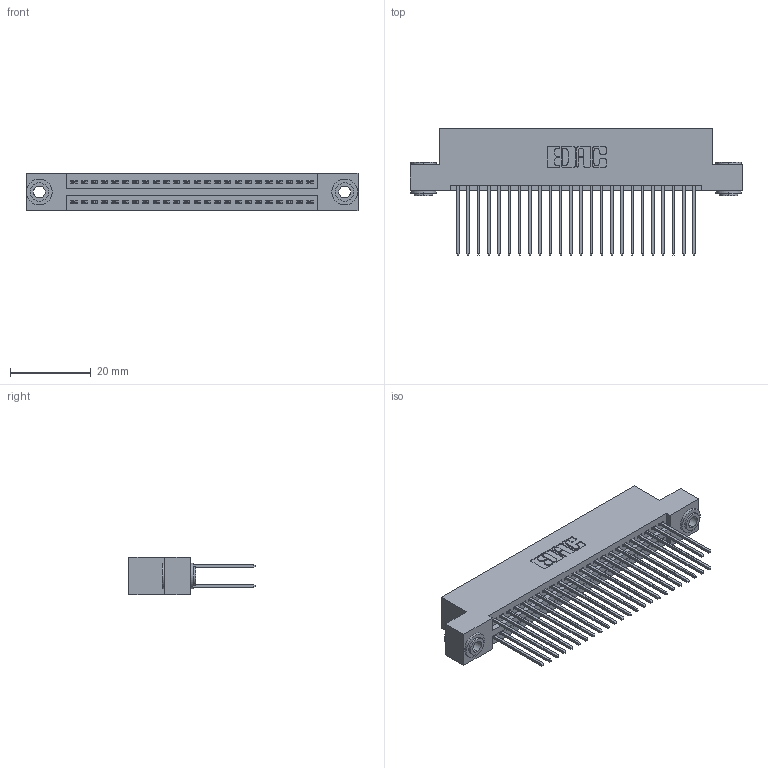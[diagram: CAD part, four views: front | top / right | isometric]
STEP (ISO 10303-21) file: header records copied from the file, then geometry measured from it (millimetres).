
FILE_DESCRIPTION (( 'STEP AP203' ), '1' );
FILE_NAME ('345-048-542-203.STEP', '2018-09-12T00:16:57', ( '' ), ( '' ), 'SwSTEP 2.0', 'SolidWorks 2016', '' );
FILE_SCHEMA (( 'CONFIG_CONTROL_DESIGN' ));
Length unit declared in the file: inch
Products named in the file (4): 345 Part_Flush Mounting Lugs - 0.156 Dia-TH; 345-292-001_345-293-142; 345-250-002_345-250-002-102; 345-048-542-203
Assembly tree (51 placements, depth 2):
  345-048-542-203
    345 Part_Flush Mounting Lugs - 0.156 Dia-TH
    345-292-001_345-293-142  x48
    345-250-002_345-250-002-102  x2
Bounding box: 82.17 x 31.29 x 9.4 mm (x, y, z)
Volume: 8058 mm3; surface area: 12813.1 mm2
Topology: 51 solids, 51 shells, 2564 faces, 7569 edges, 4978 vertices
Faces by surface type: plane 1674, cylinder 882, cone 8
Entity records: 21922 total; most frequent: CARTESIAN_POINT 3667, ORIENTED_EDGE 3594, DIRECTION 3287, EDGE_CURVE 1797, VECTOR 1545, LINE 1545, VERTEX_POINT 1194, AXIS2_PLACEMENT_3D 871
